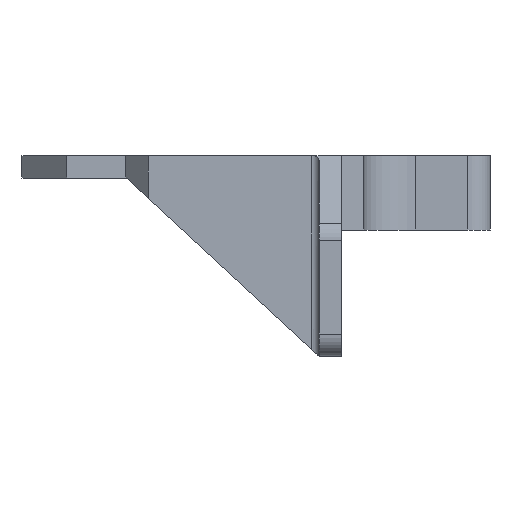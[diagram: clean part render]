
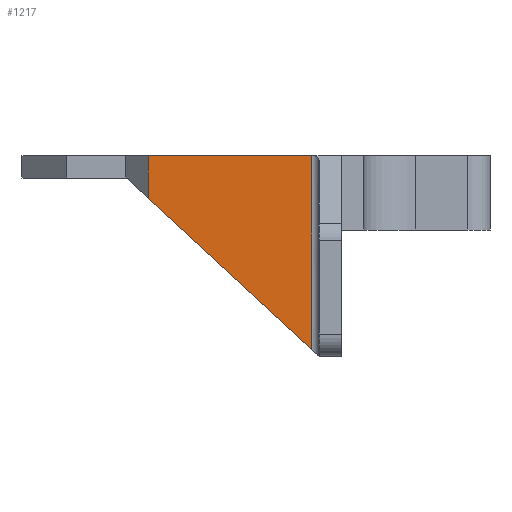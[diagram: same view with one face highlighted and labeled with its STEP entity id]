
A CAD part, left-side view. The second image highlights one B-rep face of the part: STEP entity #1217.
In plain terms, the highlighted planar face has unit normal (-1, 0, 0).
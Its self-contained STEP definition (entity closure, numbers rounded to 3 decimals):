
#73=FACE_OUTER_BOUND('',#140,.T.);
#140=EDGE_LOOP('',(#925,#926,#927,#928));
#249=LINE('',#1774,#375);
#305=LINE('',#1933,#431);
#308=LINE('',#1940,#434);
#309=LINE('',#1941,#435);
#375=VECTOR('',#1406,1.);
#431=VECTOR('',#1548,1.);
#434=VECTOR('',#1555,1.);
#435=VECTOR('',#1556,1.);
#501=VERTEX_POINT('',#1771);
#502=VERTEX_POINT('',#1773);
#562=VERTEX_POINT('',#1931);
#564=VERTEX_POINT('',#1939);
#623=EDGE_CURVE('',#502,#501,#249,.T.);
#703=EDGE_CURVE('',#562,#501,#305,.T.);
#706=EDGE_CURVE('',#562,#564,#308,.T.);
#707=EDGE_CURVE('',#564,#502,#309,.T.);
#925=ORIENTED_EDGE('',*,*,#706,.T.);
#926=ORIENTED_EDGE('',*,*,#707,.T.);
#927=ORIENTED_EDGE('',*,*,#623,.T.);
#928=ORIENTED_EDGE('',*,*,#703,.F.);
#1171=PLANE('',#1322);
#1217=ADVANCED_FACE('',(#73),#1171,.F.);
#1322=AXIS2_PLACEMENT_3D('',#1938,#1553,#1554);
#1406=DIRECTION('',(0.,1.,0.));
#1548=DIRECTION('',(0.,0.,1.));
#1553=DIRECTION('center_axis',(1.,0.,0.));
#1554=DIRECTION('ref_axis',(0.,0.,1.));
#1555=DIRECTION('',(0.,-0.735,-0.678));
#1556=DIRECTION('',(0.,0.,1.));
#1771=CARTESIAN_POINT('',(-25.,5.01,47.));
#1773=CARTESIAN_POINT('',(-25.,-17.,47.));
#1774=CARTESIAN_POINT('',(-25.,-21.,47.));
#1931=CARTESIAN_POINT('',(-25.,5.01,41.24));
#1933=CARTESIAN_POINT('',(-25.,5.01,44.));
#1938=CARTESIAN_POINT('Origin',(-25.,-21.,20.));
#1939=CARTESIAN_POINT('',(-25.,-17.,20.923));
#1940=CARTESIAN_POINT('',(-25.,-12.31,25.252));
#1941=CARTESIAN_POINT('',(-25.,-17.,20.));
